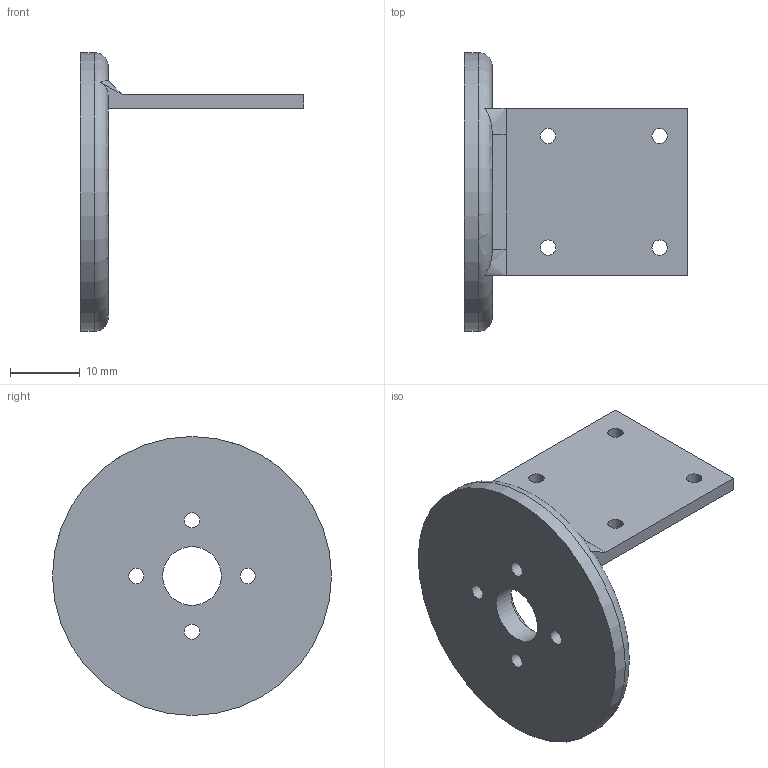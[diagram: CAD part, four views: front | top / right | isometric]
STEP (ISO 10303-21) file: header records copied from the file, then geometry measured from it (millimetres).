
FILE_DESCRIPTION(('FreeCAD Model'),'2;1');
FILE_NAME('Head Joint v2.stp','2015-11-10T12:03:34',('FreeCAD'),( 'FreeCAD'),'Open CASCADE STEP processor 6.8','FreeCAD','Unknown');
FILE_SCHEMA(('AUTOMOTIVE_DESIGN_CC2 { 1 2 10303 214 -1 1 5 4 }'));
Length unit declared in the file: millimetre
Products named in the file (1): Open CASCADE STEP translator 6.8 4
Bounding box: 32 x 40 x 40 mm (x, y, z)
Volume: 5878.1 mm3; surface area: 4500.2 mm2
Topology: 1 solids, 1 shells, 32 faces, 74 edges, 49 vertices
Faces by surface type: cylinder 15, plane 14, bspline 2, torus 1
Full cylindrical faces by diameter (mm): 2.2 x8, 4.4 x4, 8.4 x1, 10.4 x1, 40 x1
Entity records: 3129 total; most frequent: CARTESIAN_POINT 1615, DIRECTION 269, ORIENTED_EDGE 148, PCURVE 148, DEFINITIONAL_REPRESENTATION 148, LINE 117, VECTOR 117, EDGE_CURVE 74
